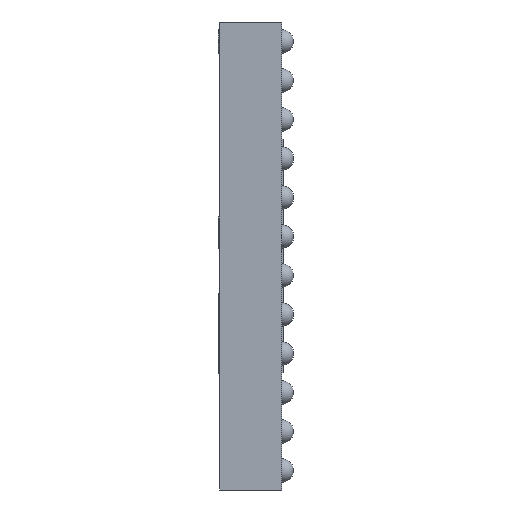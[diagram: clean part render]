
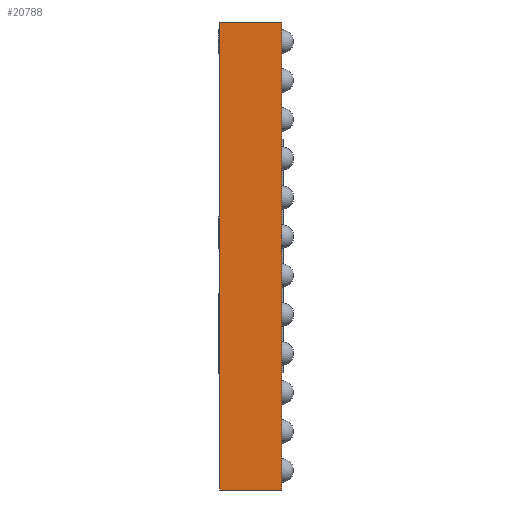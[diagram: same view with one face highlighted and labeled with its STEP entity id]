
A CAD part, left-side view. The second image highlights one B-rep face of the part: STEP entity #20788.
In plain terms, the highlighted planar face has unit normal (-1, 0, 0).
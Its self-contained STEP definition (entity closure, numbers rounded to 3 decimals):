
#668 = CARTESIAN_POINT ( 'NONE',  ( -3., 0.8, -3. ) ) ;
#1231 = FACE_OUTER_BOUND ( 'NONE', #13883, .T. ) ;
#1491 = VERTEX_POINT ( 'NONE', #6720 ) ;
#1554 = ORIENTED_EDGE ( 'NONE', *, *, #19398, .F. ) ;
#2808 = EDGE_CURVE ( 'NONE', #6027, #13556, #10457, .T. ) ;
#2919 = CARTESIAN_POINT ( 'NONE',  ( -3., 0.8, -3. ) ) ;
#3103 = LINE ( 'NONE', #10477, #8795 ) ;
#3706 = ORIENTED_EDGE ( 'NONE', *, *, #18822, .T. ) ;
#3826 = CARTESIAN_POINT ( 'NONE',  ( -3., 0.8, -3. ) ) ;
#4581 = PLANE ( 'NONE',  #6513 ) ;
#6027 = VERTEX_POINT ( 'NONE', #8910 ) ;
#6513 = AXIS2_PLACEMENT_3D ( 'NONE', #2919, #7911, #9640 ) ;
#6524 = VECTOR ( 'NONE', #18110, 1000. ) ;
#6720 = CARTESIAN_POINT ( 'NONE',  ( -3., 0.8, 3. ) ) ;
#6849 = VECTOR ( 'NONE', #9039, 1000. ) ;
#7911 = DIRECTION ( 'NONE',  ( 1., 0., 0. ) ) ;
#8243 = EDGE_CURVE ( 'NONE', #19501, #1491, #14805, .T. ) ;
#8795 = VECTOR ( 'NONE', #20115, 1000. ) ;
#8910 = CARTESIAN_POINT ( 'NONE',  ( -3., 0., -3. ) ) ;
#9039 = DIRECTION ( 'NONE',  ( 0., 0., 1. ) ) ;
#9640 = DIRECTION ( 'NONE',  ( 0., 0., -1. ) ) ;
#9691 = ORIENTED_EDGE ( 'NONE', *, *, #2808, .T. ) ;
#10457 = LINE ( 'NONE', #15420, #6849 ) ;
#10477 = CARTESIAN_POINT ( 'NONE',  ( -3., 0.8, 3. ) ) ;
#11066 = ORIENTED_EDGE ( 'NONE', *, *, #8243, .F. ) ;
#12987 = CARTESIAN_POINT ( 'NONE',  ( -3., 0.8, -3. ) ) ;
#13484 = CARTESIAN_POINT ( 'NONE',  ( -3., 0., 3. ) ) ;
#13556 = VERTEX_POINT ( 'NONE', #13484 ) ;
#13883 = EDGE_LOOP ( 'NONE', ( #9691, #1554, #11066, #3706 ) ) ;
#14805 = LINE ( 'NONE', #668, #16081 ) ;
#15333 = LINE ( 'NONE', #12987, #6524 ) ;
#15420 = CARTESIAN_POINT ( 'NONE',  ( -3., 0., -3. ) ) ;
#16081 = VECTOR ( 'NONE', #20580, 1000. ) ;
#18110 = DIRECTION ( 'NONE',  ( 0., -1., 0. ) ) ;
#18822 = EDGE_CURVE ( 'NONE', #19501, #6027, #15333, .T. ) ;
#19398 = EDGE_CURVE ( 'NONE', #1491, #13556, #3103, .T. ) ;
#19501 = VERTEX_POINT ( 'NONE', #3826 ) ;
#20115 = DIRECTION ( 'NONE',  ( 0., -1., 0. ) ) ;
#20580 = DIRECTION ( 'NONE',  ( 0., 0., 1. ) ) ;
#20788 = ADVANCED_FACE ( 'NONE', ( #1231 ), #4581, .F. ) ;
